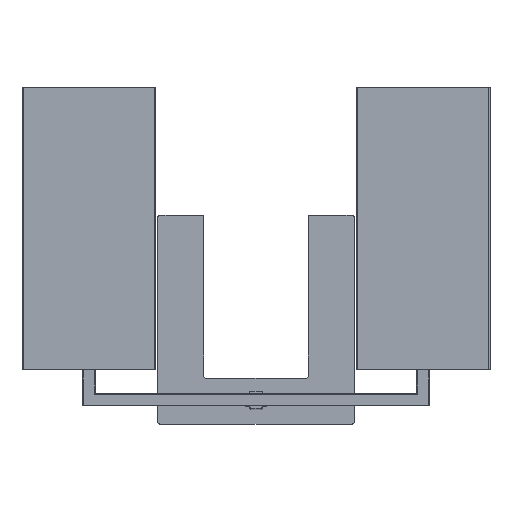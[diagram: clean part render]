
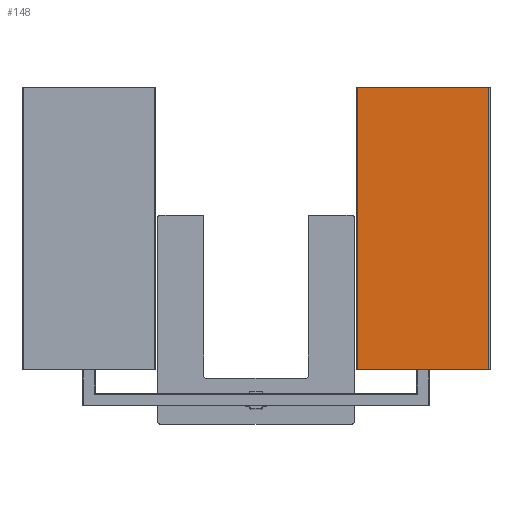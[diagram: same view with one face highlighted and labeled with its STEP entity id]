
A CAD part, top view. The second image highlights one B-rep face of the part: STEP entity #148.
In plain terms, the highlighted planar face has unit normal (0, 0, 1).
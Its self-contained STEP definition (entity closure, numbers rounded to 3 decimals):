
#148=ADVANCED_FACE('',(#297),#241,.T.);
#241=PLANE('',#1921);
#297=FACE_OUTER_BOUND('',#403,.T.);
#403=EDGE_LOOP('',(#788,#789,#790,#791));
#788=ORIENTED_EDGE('',*,*,#1391,.F.);
#789=ORIENTED_EDGE('',*,*,#1392,.T.);
#790=ORIENTED_EDGE('',*,*,#1393,.T.);
#791=ORIENTED_EDGE('',*,*,#1394,.T.);
#1194=VERTEX_POINT('',#2911);
#1195=VERTEX_POINT('',#2912);
#1196=VERTEX_POINT('',#2914);
#1197=VERTEX_POINT('',#2916);
#1391=EDGE_CURVE('',#1194,#1195,#1617,.T.);
#1392=EDGE_CURVE('',#1194,#1196,#1618,.T.);
#1393=EDGE_CURVE('',#1196,#1197,#1619,.T.);
#1394=EDGE_CURVE('',#1197,#1195,#1620,.T.);
#1617=LINE('',#2910,#1787);
#1618=LINE('',#2913,#1788);
#1619=LINE('',#2915,#1789);
#1620=LINE('',#2917,#1790);
#1787=VECTOR('',#2305,1.);
#1788=VECTOR('',#2306,1.);
#1789=VECTOR('',#2307,1.);
#1790=VECTOR('',#2308,1.);
#1921=AXIS2_PLACEMENT_3D('',#2918,#2309,#2310);
#2305=DIRECTION('',(1.,0.,0.));
#2306=DIRECTION('',(0.,-1.,0.));
#2307=DIRECTION('',(1.,0.,0.));
#2308=DIRECTION('',(0.,1.,0.));
#2309=DIRECTION('',(0.,0.,1.));
#2310=DIRECTION('',(1.,0.,0.));
#2910=CARTESIAN_POINT('',(237.5,647.967,2035.227));
#2911=CARTESIAN_POINT('',(240.5,647.967,2035.227));
#2912=CARTESIAN_POINT('',(554.5,647.967,2035.227));
#2913=CARTESIAN_POINT('',(240.5,-27.033,2035.227));
#2914=CARTESIAN_POINT('',(240.5,-27.033,2035.227));
#2915=CARTESIAN_POINT('',(237.5,-27.033,2035.227));
#2916=CARTESIAN_POINT('',(554.5,-27.033,2035.227));
#2917=CARTESIAN_POINT('',(554.5,-27.033,2035.227));
#2918=CARTESIAN_POINT('',(557.5,-27.033,2035.227));
